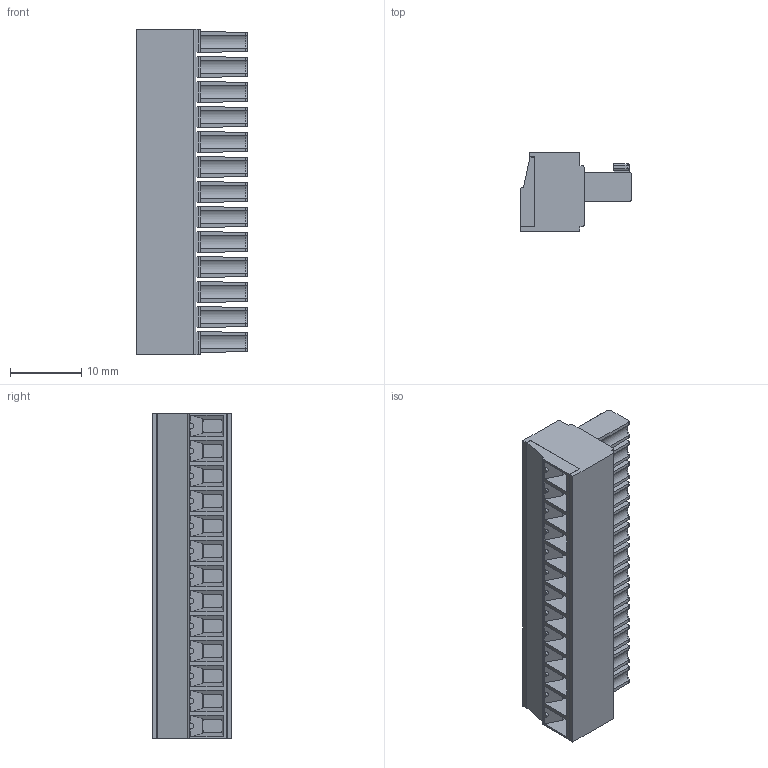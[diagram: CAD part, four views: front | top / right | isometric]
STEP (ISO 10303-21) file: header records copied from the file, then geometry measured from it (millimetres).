
FILE_DESCRIPTION(('STEP AP214'),'1');
FILE_NAME('SH13-3,5.stp','2018-11-19T08:31:14',(' '),(' '),'Spatial InterOp 3D',' ',' ');
FILE_SCHEMA(('AUTOMOTIVE_DESIGN { 1 0 10303 214 1 1 1 1 }'));
Length unit declared in the file: metre
Products named in the file (1): 1
Bounding box: 15.5 x 11.1 x 45.5 mm (x, y, z)
Volume: 4279.5 mm3; surface area: 5059.5 mm2
Topology: 1 solids, 1 shells, 1063 faces, 2832 edges, 1808 vertices
Faces by surface type: plane 721, cylinder 238, torus 39, cone 39, sphere 26
Full cylindrical faces by diameter (mm): 1.2 x13, 2.8 x13, 3 x13
Entity records: 40753 total; most frequent: CARTESIAN_POINT 6249, ORIENTED_EDGE 5374, DIRECTION 5287, EDGE_CURVE 2687, LINE 1999, VECTOR 1999, VERTEX_POINT 1767, AXIS2_PLACEMENT_3D 1644
